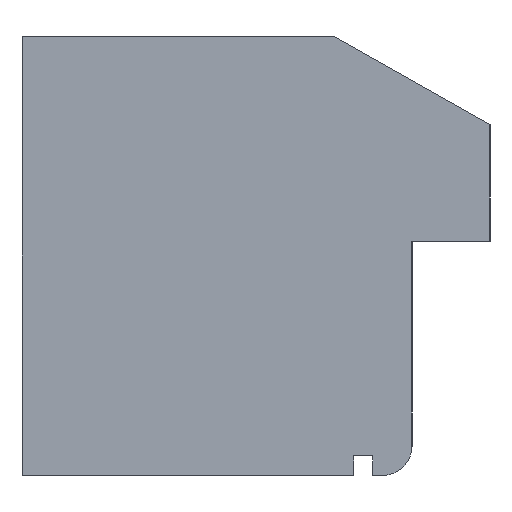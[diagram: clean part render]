
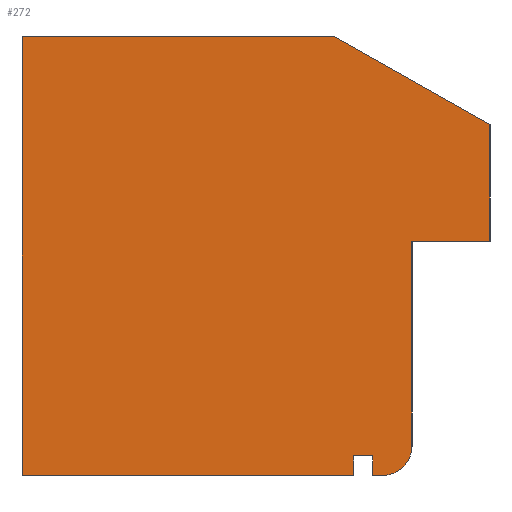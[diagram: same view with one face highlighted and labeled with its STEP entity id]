
A CAD part, left-side view. The second image highlights one B-rep face of the part: STEP entity #272.
In plain terms, the highlighted planar face has unit normal (-1, 0, 0).
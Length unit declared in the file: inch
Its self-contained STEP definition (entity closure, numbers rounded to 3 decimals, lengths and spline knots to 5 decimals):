
#15=CIRCLE('',#298,0.375);
#31=FACE_OUTER_BOUND('',#45,.T.);
#45=EDGE_LOOP('',(#234,#235,#236,#237,#238,#239,#240,#241,#242,#243,#244,
#245));
#46=LINE('',#375,#80);
#50=LINE('',#383,#84);
#53=LINE('',#389,#87);
#56=LINE('',#395,#90);
#59=LINE('',#401,#93);
#62=LINE('',#407,#96);
#65=LINE('',#413,#99);
#68=LINE('',#419,#102);
#71=LINE('',#425,#105);
#74=LINE('',#431,#108);
#78=LINE('',#442,#112);
#80=VECTOR('',#307,0.3937);
#84=VECTOR('',#313,0.3937);
#87=VECTOR('',#318,0.3937);
#90=VECTOR('',#323,0.3937);
#93=VECTOR('',#328,0.3937);
#96=VECTOR('',#333,0.3937);
#99=VECTOR('',#338,0.3937);
#102=VECTOR('',#343,0.3937);
#105=VECTOR('',#348,0.3937);
#108=VECTOR('',#353,0.3937);
#112=VECTOR('',#365,0.3937);
#114=VERTEX_POINT('',#373);
#115=VERTEX_POINT('',#374);
#118=VERTEX_POINT('',#382);
#120=VERTEX_POINT('',#388);
#122=VERTEX_POINT('',#394);
#124=VERTEX_POINT('',#400);
#126=VERTEX_POINT('',#406);
#128=VERTEX_POINT('',#412);
#130=VERTEX_POINT('',#418);
#132=VERTEX_POINT('',#424);
#134=VERTEX_POINT('',#430);
#136=VERTEX_POINT('',#436);
#138=EDGE_CURVE('',#114,#115,#46,.T.);
#142=EDGE_CURVE('',#115,#118,#50,.T.);
#145=EDGE_CURVE('',#118,#120,#53,.T.);
#148=EDGE_CURVE('',#122,#120,#56,.T.);
#151=EDGE_CURVE('',#122,#124,#59,.T.);
#154=EDGE_CURVE('',#124,#126,#62,.T.);
#157=EDGE_CURVE('',#126,#128,#65,.T.);
#160=EDGE_CURVE('',#128,#130,#68,.T.);
#163=EDGE_CURVE('',#130,#132,#71,.T.);
#166=EDGE_CURVE('',#132,#134,#74,.T.);
#169=EDGE_CURVE('',#136,#134,#15,.T.);
#172=EDGE_CURVE('',#136,#114,#78,.T.);
#234=ORIENTED_EDGE('',*,*,#172,.T.);
#235=ORIENTED_EDGE('',*,*,#138,.T.);
#236=ORIENTED_EDGE('',*,*,#142,.T.);
#237=ORIENTED_EDGE('',*,*,#145,.T.);
#238=ORIENTED_EDGE('',*,*,#148,.F.);
#239=ORIENTED_EDGE('',*,*,#151,.T.);
#240=ORIENTED_EDGE('',*,*,#154,.T.);
#241=ORIENTED_EDGE('',*,*,#157,.T.);
#242=ORIENTED_EDGE('',*,*,#160,.T.);
#243=ORIENTED_EDGE('',*,*,#163,.T.);
#244=ORIENTED_EDGE('',*,*,#166,.T.);
#245=ORIENTED_EDGE('',*,*,#169,.F.);
#258=PLANE('',#302);
#272=ADVANCED_FACE('',(#31),#258,.F.);
#298=AXIS2_PLACEMENT_3D('',#437,#358,#359);
#302=AXIS2_PLACEMENT_3D('',#445,#369,#370);
#307=DIRECTION('',(0.,-1.,0.));
#313=DIRECTION('',(0.,0.,1.));
#318=DIRECTION('',(0.,0.872,0.49));
#323=DIRECTION('',(0.,-1.,0.));
#328=DIRECTION('',(0.,0.,-1.));
#333=DIRECTION('',(0.,-1.,0.));
#338=DIRECTION('',(0.,0.,1.));
#343=DIRECTION('',(0.,-1.,0.));
#348=DIRECTION('',(0.,0.,-1.));
#353=DIRECTION('',(0.,-1.,0.));
#358=DIRECTION('center_axis',(1.,0.,0.));
#359=DIRECTION('ref_axis',(0.,-1.,0.));
#365=DIRECTION('',(0.,0.,1.));
#369=DIRECTION('center_axis',(1.,0.,0.));
#370=DIRECTION('ref_axis',(0.,1.,0.));
#373=CARTESIAN_POINT('',(0.,-5.,13.4375));
#374=CARTESIAN_POINT('',(0.,-6.,13.4375));
#375=CARTESIAN_POINT('',(0.,-5.,13.4375));
#382=CARTESIAN_POINT('',(0.,-6.,14.9375));
#383=CARTESIAN_POINT('',(0.,-6.,13.4375));
#388=CARTESIAN_POINT('',(0.,-4.,16.0625));
#389=CARTESIAN_POINT('',(0.,-6.,14.9375));
#394=CARTESIAN_POINT('',(0.,0.,16.0625));
#395=CARTESIAN_POINT('',(0.,0.,16.0625));
#400=CARTESIAN_POINT('',(0.,0.,10.4375));
#401=CARTESIAN_POINT('',(0.,0.,16.0625));
#406=CARTESIAN_POINT('',(0.,-4.25,10.4375));
#407=CARTESIAN_POINT('',(0.,0.,10.4375));
#412=CARTESIAN_POINT('',(0.,-4.25,10.6875));
#413=CARTESIAN_POINT('',(0.,-4.25,10.4375));
#418=CARTESIAN_POINT('',(0.,-4.5,10.6875));
#419=CARTESIAN_POINT('',(0.,-4.25,10.6875));
#424=CARTESIAN_POINT('',(0.,-4.5,10.4375));
#425=CARTESIAN_POINT('',(0.,-4.5,10.6875));
#430=CARTESIAN_POINT('',(0.,-4.625,10.4375));
#431=CARTESIAN_POINT('',(0.,-4.5,10.4375));
#436=CARTESIAN_POINT('',(0.,-5.,10.8125));
#437=CARTESIAN_POINT('Origin',(0.,-4.625,10.8125));
#442=CARTESIAN_POINT('',(0.,-5.,10.8125));
#445=CARTESIAN_POINT('Origin',(0.,-3.,13.25));
